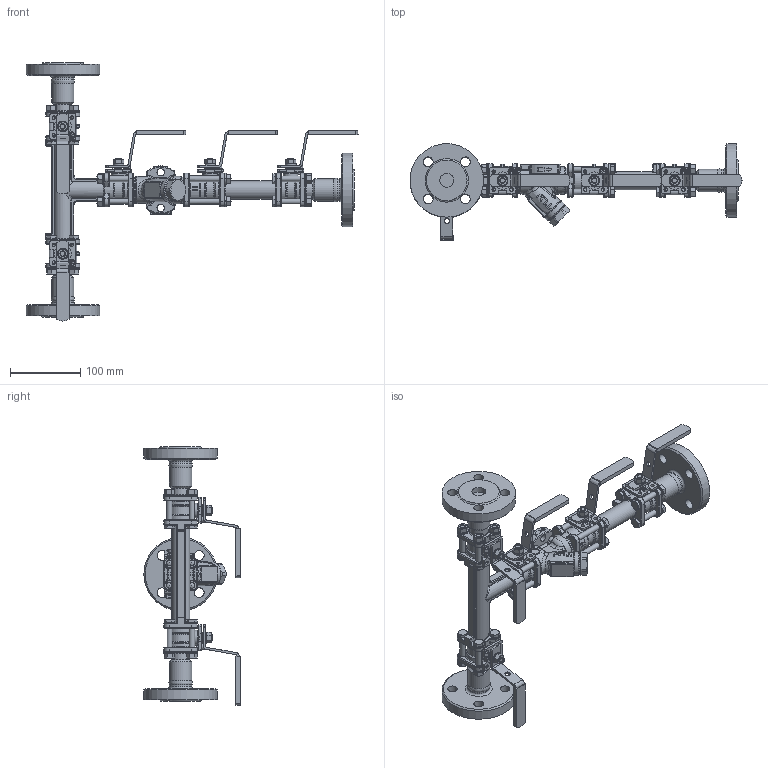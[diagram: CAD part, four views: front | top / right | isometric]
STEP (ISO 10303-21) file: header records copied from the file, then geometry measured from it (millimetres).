
FILE_DESCRIPTION(/* description */ (''),/* implementation_level */ '2;1');
FILE_NAME(/* name */ 'q10td-020-e0040-00.stp',/* time_stamp */ '2022-05-19T11:13:20+09:00',/* author */ ('mafukuda'),/* organization */ (''),/* preprocessor_version */ 'ST-DEVELOPER v18',/* originating_system */ 'Autodesk Inventor 2020',/* authorisation */ '');
FILE_SCHEMA (('AUTOMOTIVE_DESIGN { 1 0 10303 214 3 1 1 }'));
Products named in the file (1): q10td-020-e0040-00
Bounding box: 474 x 137.5 x 368.5 mm (x, y, z)
Volume: 1283713.8 mm3; surface area: 280727.8 mm2
Topology: 1 solids, 7 shells, 2967 faces, 7654 edges, 4571 vertices
Faces by surface type: plane 1069, cylinder 831, bspline 394, cone 304, torus 289, sphere 80
Full cylindrical faces by diameter (mm): 5 x25, 5.3 x5, 6.647 x8, 7 x1, 7.5 x5, 8 x24, 8.5 x5, 8.7 x37, 9 x5, 10 x5, 10.5 x2, 11.63 x12, 14 x12, 14.9 x5, 16 x6, 20 x3, 24 x1, 24.2 x1, 24.5 x5, 25 x1, 26 x4, 29 x1, 32 x6, 34 x1, 35.6 x1, 37 x12, 39 x1, 105 x3
Entity records: 103818 total; most frequent: CARTESIAN_POINT 33397, ORIENTED_EDGE 14954, DIRECTION 14513, EDGE_CURVE 7477, AXIS2_PLACEMENT_3D 5889, VERTEX_POINT 4571, EDGE_LOOP 3234, CIRCLE 2997
